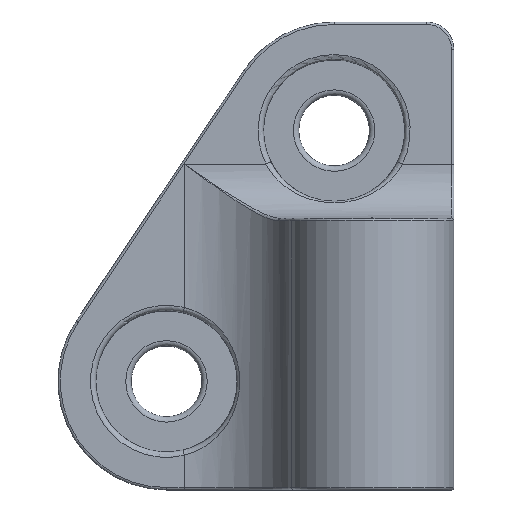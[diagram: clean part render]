
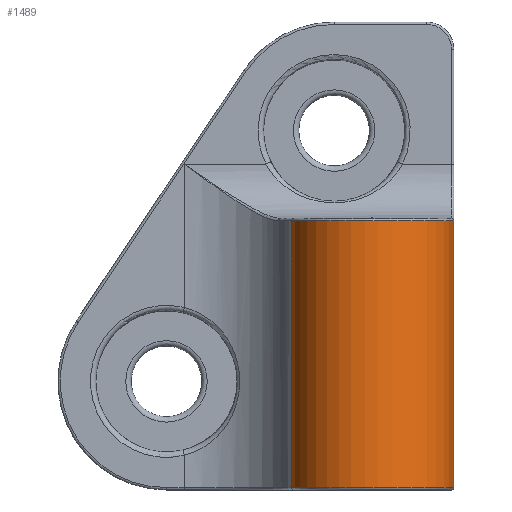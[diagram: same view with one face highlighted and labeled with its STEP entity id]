
A CAD part, front view. The second image highlights one B-rep face of the part: STEP entity #1489.
In plain terms, the highlighted cylindrical face has radius 3 mm (diameter 6 mm), a partial arc.
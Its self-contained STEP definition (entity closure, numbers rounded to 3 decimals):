
#117=FACE_OUTER_BOUND('',#204,.T.);
#204=EDGE_LOOP('',(#1228,#1229,#1230,#1231));
#243=CIRCLE('',#1588,3.);
#263=CIRCLE('',#1619,3.);
#421=LINE('',#3688,#495);
#444=LINE('',#3999,#518);
#495=VECTOR('',#1830,4.);
#518=VECTOR('',#1967,10.);
#629=VERTEX_POINT('',#3685);
#630=VERTEX_POINT('',#3687);
#635=VERTEX_POINT('',#3708);
#654=VERTEX_POINT('',#3769);
#820=EDGE_CURVE('',#629,#630,#421,.T.);
#832=EDGE_CURVE('',#635,#629,#243,.T.);
#862=EDGE_CURVE('',#630,#654,#263,.T.);
#881=EDGE_CURVE('',#635,#654,#444,.T.);
#1228=ORIENTED_EDGE('',*,*,#862,.F.);
#1229=ORIENTED_EDGE('',*,*,#820,.F.);
#1230=ORIENTED_EDGE('',*,*,#832,.F.);
#1231=ORIENTED_EDGE('',*,*,#881,.T.);
#1412=CYLINDRICAL_SURFACE('',#1637,3.);
#1489=ADVANCED_FACE('',(#117),#1412,.T.);
#1588=AXIS2_PLACEMENT_3D('',#3717,#1853,#1854);
#1619=AXIS2_PLACEMENT_3D('',#3776,#1925,#1926);
#1637=AXIS2_PLACEMENT_3D('',#4160,#1971,#1972);
#1830=DIRECTION('',(0.,0.,1.));
#1853=DIRECTION('center_axis',(0.,0.,-1.));
#1854=DIRECTION('ref_axis',(0.072,-0.997,0.));
#1925=DIRECTION('center_axis',(0.,0.,1.));
#1926=DIRECTION('ref_axis',(0.072,-0.997,0.));
#1967=DIRECTION('',(0.,0.,1.));
#1971=DIRECTION('center_axis',(0.,0.,1.));
#1972=DIRECTION('ref_axis',(1.,0.,0.));
#3685=CARTESIAN_POINT('',(18.434,-3.429,-118.159));
#3687=CARTESIAN_POINT('',(18.434,-3.429,-108.339));
#3688=CARTESIAN_POINT('',(18.434,-3.429,-118.249));
#3708=CARTESIAN_POINT('',(24.403,-3.,-118.159));
#3717=CARTESIAN_POINT('Origin',(21.403,-3.,-118.159));
#3769=CARTESIAN_POINT('',(24.403,-3.,-108.339));
#3776=CARTESIAN_POINT('Origin',(21.403,-3.,-108.339));
#3999=CARTESIAN_POINT('',(24.403,-3.,-118.249));
#4160=CARTESIAN_POINT('Origin',(21.403,-3.,-118.249));
